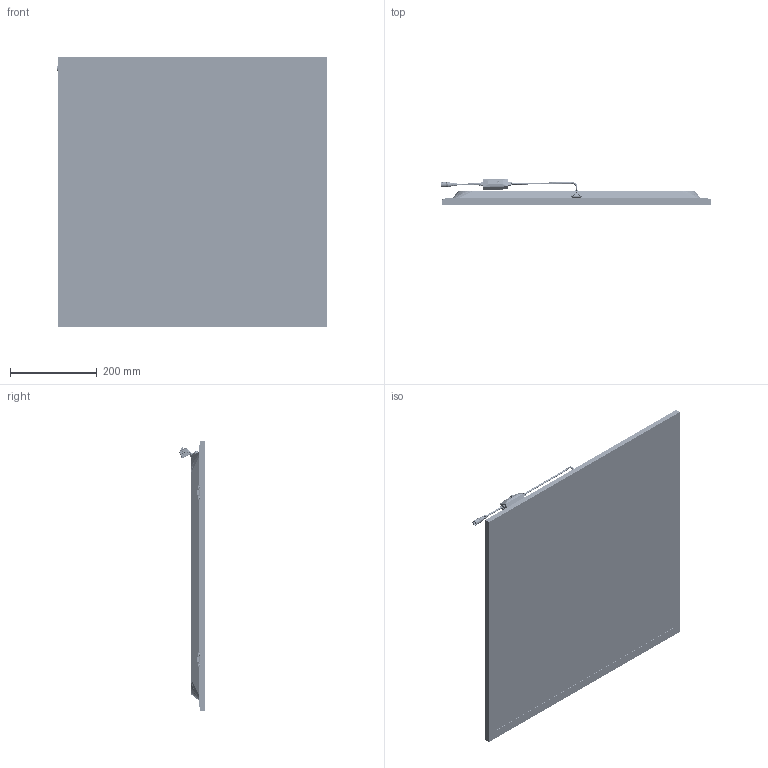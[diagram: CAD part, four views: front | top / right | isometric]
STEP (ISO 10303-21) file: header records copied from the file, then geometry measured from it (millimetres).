
FILE_DESCRIPTION((''),'2;1');
FILE_NAME('6262BLH-B_UGR_ASM_4_ASM','2025-05-08T21:06:08',('Administrator'),(''),'CREO PARAMETRIC BY PTC INC, 2019010','CREO PARAMETRIC BY PTC INC, 2019010','');
FILE_SCHEMA(('CONFIG_CONTROL_DESIGN'));
Products named in the file (17): KB4000_1; _UGR000_1; 0001_1; 6262BLH-B00_1; 00_1; LED-2835_1; LENS-OD20_1; 00_ASM_1_ASM; Z0002_1; ST3X5_C_1; Z0001_ASM_1_ASM; DC_WIRE_BEND_STP_1_4; CCT2309220001_1; SR0001; DC-5525000_1; CCT000_ASM; 6262BLH-B_UGR_ASM_4_ASM
Assembly tree (40 placements, depth 3):
  6262BLH-B_UGR_ASM_4_ASM
    KB4000_1
    _UGR000_1
    0001_1
    6262BLH-B00_1
    00_ASM_1_ASM  x7
      00_1
      LED-2835_1
      LENS-OD20_1
    Z0001_ASM_1_ASM  x4
      Z0002_1
      ST3X5_C_1
    CCT000_ASM
      DC_WIRE_BEND_STP_1_4
      CCT2309220001_1
      SR0001
      DC-5525000_1
Bounding box: 622.19 x 59.68 x 620 mm (x, y, z)
Volume: 873368 mm3; surface area: 2611449.8 mm2
Topology: 139 solids, 140 shells, 6903 faces, 17026 edges, 10552 vertices
Faces by surface type: plane 2236, cylinder 2078, bspline 1130, cone 934, sphere 234, torus 228, extrusion 63
Entity records: 137853 total; most frequent: CARTESIAN_POINT 67386, ORIENTED_EDGE 15378, DIRECTION 13495, EDGE_CURVE 7689, AXIS2_PLACEMENT_3D 4910, VERTEX_POINT 4587, VECTOR 3675, LINE 3612
